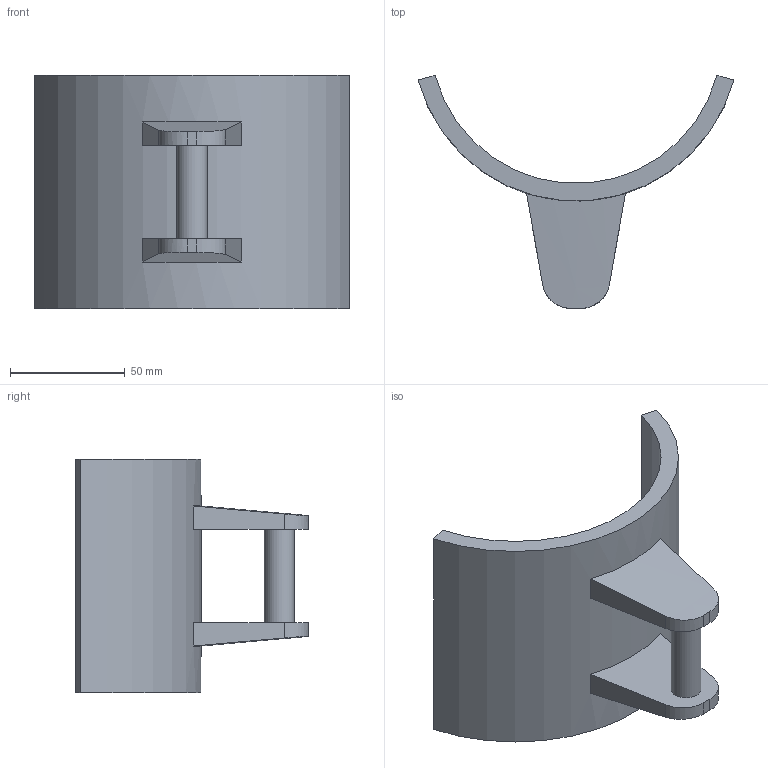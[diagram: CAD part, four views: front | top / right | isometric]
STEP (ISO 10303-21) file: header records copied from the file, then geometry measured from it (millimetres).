
FILE_DESCRIPTION( ( '' ), ' ' );
FILE_NAME( '5be0072b1c730d152576ced6.step', '2018-11-05T09:02:36', ( '' ), ( '' ), ' ', ' ', ' ' );
FILE_SCHEMA( ( 'AUTOMOTIVE_DESIGN { 1 0 10303 214 1 1 1 1 }' ) );
Length unit declared in the file: metre
Products named in the file (1): mastSleeve
Bounding box: 137.39 x 101.38 x 101.6 mm (x, y, z)
Volume: 167940.4 mm3; surface area: 48701.6 mm2
Topology: 1 solids, 1 shells, 21 faces, 52 edges, 35 vertices
Faces by surface type: plane 12, cylinder 7, bspline 2
Full cylindrical faces by diameter (mm): 13.091 x1
Entity records: 980 total; most frequent: CARTESIAN_POINT 316, ORIENTED_EDGE 100, DIRECTION 90, EDGE_CURVE 50, VERTEX_POINT 34, AXIS2_PLACEMENT_3D 32, EDGE_LOOP 26, LINE 26
